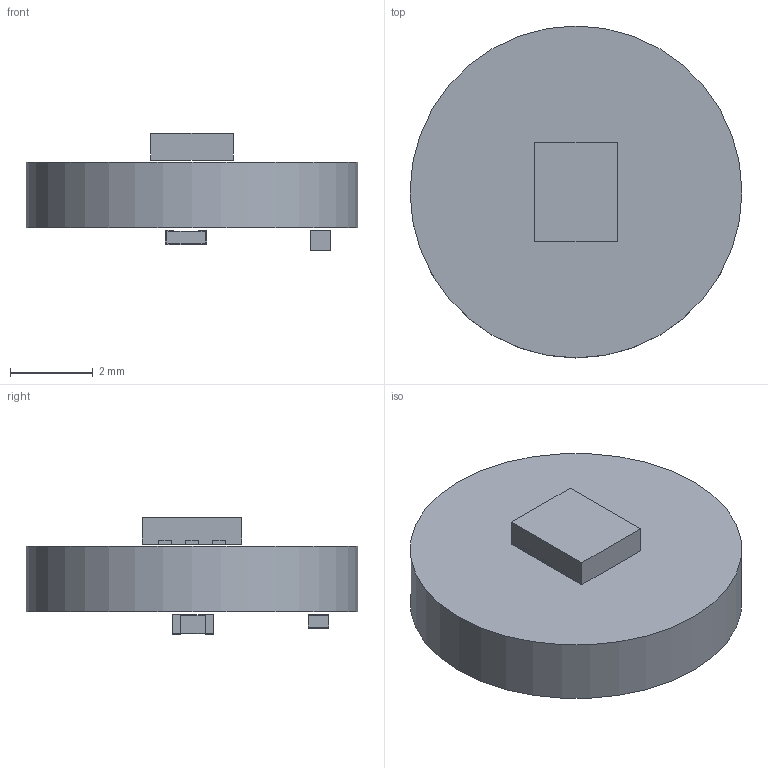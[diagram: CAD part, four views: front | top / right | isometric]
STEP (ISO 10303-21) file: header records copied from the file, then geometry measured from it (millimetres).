
FILE_DESCRIPTION(('KiCad electronic assembly'),'2;1');
FILE_NAME('blackbody_c.step','2023-07-17T21:22:31',('Pcbnew'),('Kicad'), 'Open CASCADE STEP processor 7.5','KiCad to STEP converter','Unknown' );
FILE_SCHEMA(('AUTOMOTIVE_DESIGN { 1 0 10303 214 1 1 1 1 }'));
Length unit declared in the file: millimetre
Products named in the file (8): blackbody_c 1; ams_TSL25911FN; COMPOUND; R_0402_1005Metric; SOLID; C_0402_1005Metric; _autosave-blackbody_c PCB
Assembly tree (7 placements, depth 3):
  blackbody_c 1
    ams_TSL25911FN
      COMPOUND
    R_0402_1005Metric
      SOLID
    C_0402_1005Metric
      SOLID
    _autosave-blackbody_c PCB
Bounding box: 8 x 8 x 2.83 mm (x, y, z)
Volume: 83.5 mm3; surface area: 172 mm2
Topology: 12 solids, 12 shells, 170 faces, 428 edges, 284 vertices
Faces by surface type: bspline 113, plane 36, cylinder 21
Full cylindrical faces by diameter (mm): 8 x1
Entity records: 11126 total; most frequent: CARTESIAN_POINT 3200, ORIENTED_EDGE 856, PCURVE 856, DEFINITIONAL_REPRESENTATION 856, B_SPLINE_CURVE_WITH_KNOTS 799, DIRECTION 581, EDGE_CURVE 428, SURFACE_CURVE 427
